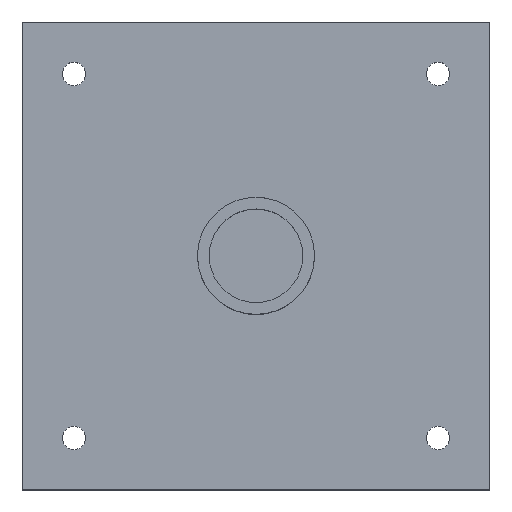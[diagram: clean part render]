
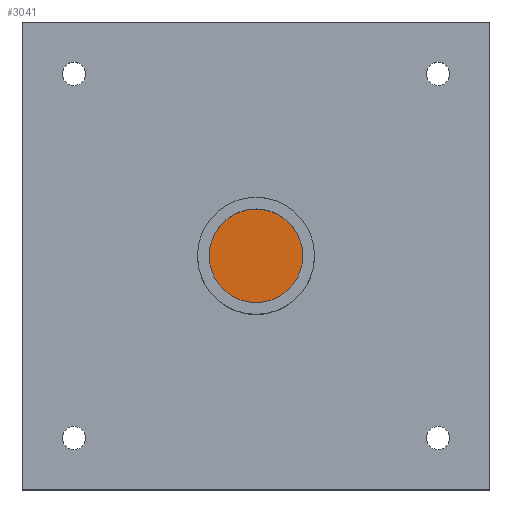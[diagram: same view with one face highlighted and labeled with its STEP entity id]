
A CAD part, top view. The second image highlights one B-rep face of the part: STEP entity #3041.
In plain terms, the highlighted planar face has unit normal (0, 0, 1).
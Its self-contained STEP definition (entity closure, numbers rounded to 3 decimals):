
#1771 = CYLINDRICAL_SURFACE('',#1772,20.);
#1772 = AXIS2_PLACEMENT_3D('',#1773,#1774,#1775);
#1773 = CARTESIAN_POINT('',(0.,0.,4.));
#1774 = DIRECTION('',(-0.,-0.,-1.));
#1775 = DIRECTION('',(1.,0.,0.));
#2979 = VERTEX_POINT('',#2980);
#2980 = CARTESIAN_POINT('',(20.,0.,4.));
#3001 = EDGE_CURVE('',#2979,#2979,#3002,.T.);
#3002 = SURFACE_CURVE('',#3003,(#3008,#3015),.PCURVE_S1.);
#3003 = CIRCLE('',#3004,20.);
#3004 = AXIS2_PLACEMENT_3D('',#3005,#3006,#3007);
#3005 = CARTESIAN_POINT('',(0.,0.,4.));
#3006 = DIRECTION('',(0.,0.,1.));
#3007 = DIRECTION('',(1.,0.,0.));
#3008 = PCURVE('',#1771,#3009);
#3009 = DEFINITIONAL_REPRESENTATION('',(#3010),#3014);
#3010 = LINE('',#3011,#3012);
#3011 = CARTESIAN_POINT('',(-0.,0.));
#3012 = VECTOR('',#3013,1.);
#3013 = DIRECTION('',(-1.,0.));
#3014 = ( GEOMETRIC_REPRESENTATION_CONTEXT(2) 
PARAMETRIC_REPRESENTATION_CONTEXT() REPRESENTATION_CONTEXT('2D SPACE',''
  ) );
#3015 = PCURVE('',#3016,#3021);
#3016 = PLANE('',#3017);
#3017 = AXIS2_PLACEMENT_3D('',#3018,#3019,#3020);
#3018 = CARTESIAN_POINT('',(-100.,100.,4.));
#3019 = DIRECTION('',(0.,0.,1.));
#3020 = DIRECTION('',(1.,0.,0.));
#3021 = DEFINITIONAL_REPRESENTATION('',(#3022),#3026);
#3022 = CIRCLE('',#3023,20.);
#3023 = AXIS2_PLACEMENT_2D('',#3024,#3025);
#3024 = CARTESIAN_POINT('',(100.,-100.));
#3025 = DIRECTION('',(1.,0.));
#3026 = ( GEOMETRIC_REPRESENTATION_CONTEXT(2) 
PARAMETRIC_REPRESENTATION_CONTEXT() REPRESENTATION_CONTEXT('2D SPACE',''
  ) );
#3041 = ADVANCED_FACE('',(#3042),#3016,.T.);
#3042 = FACE_BOUND('',#3043,.T.);
#3043 = EDGE_LOOP('',(#3044));
#3044 = ORIENTED_EDGE('',*,*,#3001,.T.);
